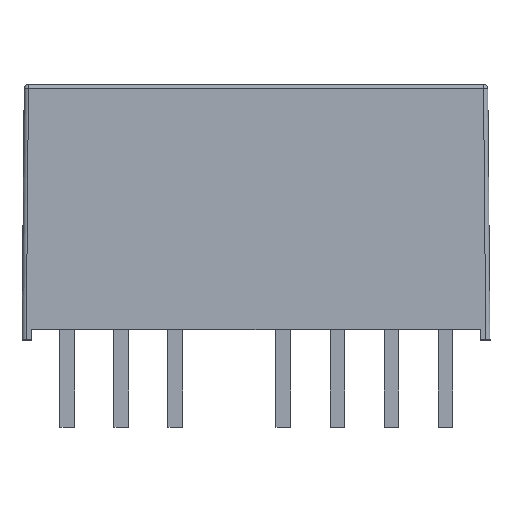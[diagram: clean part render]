
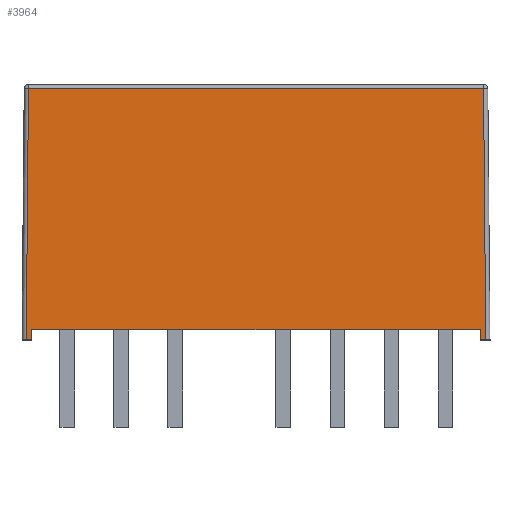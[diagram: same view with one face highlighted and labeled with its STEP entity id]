
A CAD part, top view. The second image highlights one B-rep face of the part: STEP entity #3964.
In plain terms, the highlighted planar face has unit normal (0, 0.009, 1).
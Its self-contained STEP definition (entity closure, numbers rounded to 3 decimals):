
#3494=CARTESIAN_POINT('',(-10.8,-12.,4.8));
#3500=DIRECTION('',(1.,0.,0.));
#3501=VECTOR('',#3500,0.251);
#3502=CARTESIAN_POINT('',(-10.8,-12.,4.8));
#3503=LINE('',#3502,#3501);
#3532=DIRECTION('',(0.009,-1.,0.009));
#3533=VECTOR('',#3532,11.803);
#3534=CARTESIAN_POINT('',(10.697,-0.198,
4.697));
#3535=LINE('',#3534,#3533);
#3536=CARTESIAN_POINT('',(10.549,-12.,4.8));
#3537=CARTESIAN_POINT('',(10.549,-11.833,4.799));
#3538=CARTESIAN_POINT('',(10.549,-11.667,4.797));
#3539=CARTESIAN_POINT('',(10.548,-11.5,4.796));
#3541=DIRECTION('',(0.009,1.,-0.009));
#3542=VECTOR('',#3541,11.803);
#3543=CARTESIAN_POINT('',(-10.8,-12.,4.8));
#3544=LINE('',#3543,#3542);
#3545=DIRECTION('',(-1.,0.,0.));
#3546=VECTOR('',#3545,21.394);
#3547=CARTESIAN_POINT('',(10.697,-0.198,
4.697));
#3548=LINE('',#3547,#3546);
#3626=DIRECTION('',(1.,0.,0.));
#3627=VECTOR('',#3626,21.096);
#3628=CARTESIAN_POINT('',(-10.548,-11.5,
4.796));
#3629=LINE('',#3628,#3627);
#3694=DIRECTION('',(1.,0.,0.));
#3695=VECTOR('',#3694,0.251);
#3696=CARTESIAN_POINT('',(10.549,-12.,4.8));
#3697=LINE('',#3696,#3695);
#3784=DIRECTION('',(0.003,1.,-0.009));
#3785=VECTOR('',#3784,0.5);
#3786=CARTESIAN_POINT('',(-10.549,-12.,
4.8));
#3787=LINE('',#3786,#3785);
#3788=VERTEX_POINT('',#3494);
#3790=CARTESIAN_POINT('',(-10.549,-12.,
4.8));
#3791=VERTEX_POINT('',#3790);
#3807=CARTESIAN_POINT('',(-10.697,-0.198,
4.697));
#3808=VERTEX_POINT('',#3807);
#3832=CARTESIAN_POINT('',(-10.548,-11.5,
4.796));
#3833=VERTEX_POINT('',#3832);
#3834=CARTESIAN_POINT('',(10.548,-11.5,4.796));
#3835=VERTEX_POINT('',#3834);
#3850=VERTEX_POINT('',#3536);
#3851=CARTESIAN_POINT('',(10.697,-0.198,
4.697));
#3852=VERTEX_POINT('',#3851);
#3853=CARTESIAN_POINT('',(10.8,-12.,4.8));
#3854=VERTEX_POINT('',#3853);
#3943=CARTESIAN_POINT('',(-12.322,-12.,4.8));
#3944=DIRECTION('',(0.,0.009,1.));
#3945=DIRECTION('',(-1.,0.,0.));
#3946=AXIS2_PLACEMENT_3D('',#3943,#3944,#3945);
#3947=PLANE('',#3946);
#3949=ORIENTED_EDGE('',*,*,#3948,.F.);
#3951=ORIENTED_EDGE('',*,*,#3950,.T.);
#3953=ORIENTED_EDGE('',*,*,#3952,.F.);
#3955=ORIENTED_EDGE('',*,*,#3954,.T.);
#3957=ORIENTED_EDGE('',*,*,#3956,.F.);
#3959=ORIENTED_EDGE('',*,*,#3958,.F.);
#3960=ORIENTED_EDGE('',*,*,#3923,.F.);
#3961=ORIENTED_EDGE('',*,*,#3912,.T.);
#3962=EDGE_LOOP('',(#3949,#3951,#3953,#3955,#3957,#3959,#3960,#3961));
#3963=FACE_OUTER_BOUND('',#3962,.F.);
#3964=ADVANCED_FACE('',(#3963),#3947,.T.);
#3540=B_SPLINE_CURVE_WITH_KNOTS('',3,(#3536,#3537,#3538,#3539),.UNSPECIFIED.,
.F.,.F.,(4,4),(0.,1.),.UNSPECIFIED.);
#3912=EDGE_CURVE('',#3788,#3808,#3544,.T.);
#3923=EDGE_CURVE('',#3788,#3791,#3503,.T.);
#3948=EDGE_CURVE('',#3852,#3808,#3548,.T.);
#3950=EDGE_CURVE('',#3852,#3854,#3535,.T.);
#3952=EDGE_CURVE('',#3850,#3854,#3697,.T.);
#3954=EDGE_CURVE('',#3850,#3835,#3540,.T.);
#3956=EDGE_CURVE('',#3833,#3835,#3629,.T.);
#3958=EDGE_CURVE('',#3791,#3833,#3787,.T.);
